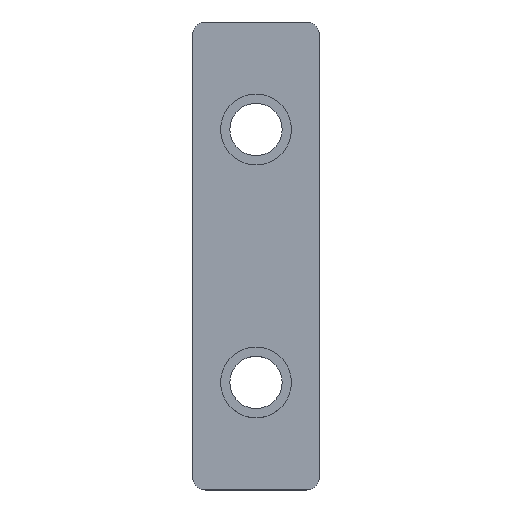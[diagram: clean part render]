
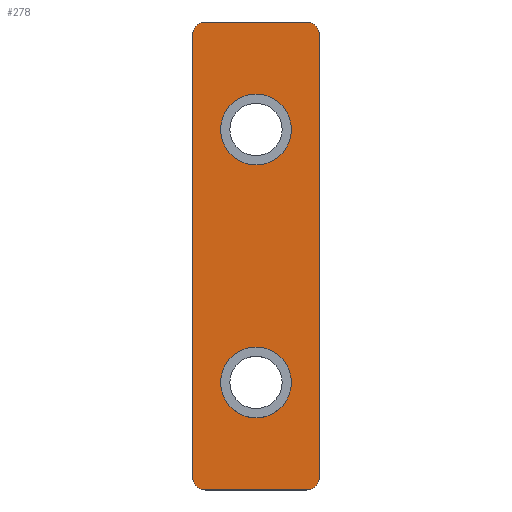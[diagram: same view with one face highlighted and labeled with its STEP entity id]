
A CAD part, top view. The second image highlights one B-rep face of the part: STEP entity #278.
In plain terms, the highlighted planar face has unit normal (0, 0, 1).
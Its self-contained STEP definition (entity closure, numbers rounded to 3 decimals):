
#19=FACE_BOUND('',#65,.T.);
#20=FACE_BOUND('',#66,.T.);
#28=PLANE('',#333);
#44=FACE_OUTER_BOUND('',#64,.T.);
#64=EDGE_LOOP('',(#245,#246,#247,#248,#249,#250,#251,#252));
#65=EDGE_LOOP('',(#253));
#66=EDGE_LOOP('',(#254));
#71=LINE('',#435,#91);
#77=LINE('',#459,#97);
#80=LINE('',#467,#100);
#86=LINE('',#495,#106);
#91=VECTOR('',#348,10.);
#97=VECTOR('',#372,10.);
#100=VECTOR('',#381,10.);
#106=VECTOR('',#417,10.);
#107=CIRCLE('',#303,1.);
#114=CIRCLE('',#313,1.);
#115=CIRCLE('',#316,1.);
#116=CIRCLE('',#319,1.);
#120=CIRCLE('',#326,2.8);
#122=CIRCLE('',#330,2.8);
#123=VERTEX_POINT('',#422);
#124=VERTEX_POINT('',#423);
#128=VERTEX_POINT('',#433);
#136=VERTEX_POINT('',#453);
#137=VERTEX_POINT('',#457);
#138=VERTEX_POINT('',#461);
#139=VERTEX_POINT('',#465);
#140=VERTEX_POINT('',#469);
#144=VERTEX_POINT('',#483);
#146=VERTEX_POINT('',#490);
#147=EDGE_CURVE('',#123,#124,#107,.T.);
#153=EDGE_CURVE('',#123,#128,#71,.T.);
#162=EDGE_CURVE('',#136,#128,#114,.T.);
#165=EDGE_CURVE('',#136,#137,#77,.T.);
#166=EDGE_CURVE('',#138,#137,#115,.T.);
#169=EDGE_CURVE('',#138,#139,#80,.T.);
#170=EDGE_CURVE('',#140,#139,#116,.T.);
#178=EDGE_CURVE('',#144,#144,#120,.T.);
#181=EDGE_CURVE('',#146,#146,#122,.T.);
#182=EDGE_CURVE('',#140,#124,#86,.T.);
#245=ORIENTED_EDGE('',*,*,#147,.F.);
#246=ORIENTED_EDGE('',*,*,#153,.T.);
#247=ORIENTED_EDGE('',*,*,#162,.F.);
#248=ORIENTED_EDGE('',*,*,#165,.T.);
#249=ORIENTED_EDGE('',*,*,#166,.F.);
#250=ORIENTED_EDGE('',*,*,#169,.T.);
#251=ORIENTED_EDGE('',*,*,#170,.F.);
#252=ORIENTED_EDGE('',*,*,#182,.T.);
#253=ORIENTED_EDGE('',*,*,#178,.T.);
#254=ORIENTED_EDGE('',*,*,#181,.T.);
#278=ADVANCED_FACE('',(#44,#19,#20),#28,.T.);
#303=AXIS2_PLACEMENT_3D('',#424,#338,#339);
#313=AXIS2_PLACEMENT_3D('',#454,#366,#367);
#316=AXIS2_PLACEMENT_3D('',#462,#375,#376);
#319=AXIS2_PLACEMENT_3D('',#470,#384,#385);
#326=AXIS2_PLACEMENT_3D('',#485,#402,#403);
#330=AXIS2_PLACEMENT_3D('',#492,#411,#412);
#333=AXIS2_PLACEMENT_3D('',#496,#418,#419);
#338=DIRECTION('center_axis',(0.,0.,-1.));
#339=DIRECTION('ref_axis',(0.707,0.707,0.));
#348=DIRECTION('',(-1.,0.,0.));
#366=DIRECTION('center_axis',(0.,0.,-1.));
#367=DIRECTION('ref_axis',(-0.707,0.707,0.));
#372=DIRECTION('',(0.,-1.,0.));
#375=DIRECTION('center_axis',(0.,0.,-1.));
#376=DIRECTION('ref_axis',(-0.707,-0.707,0.));
#381=DIRECTION('',(1.,0.,0.));
#384=DIRECTION('center_axis',(0.,0.,-1.));
#385=DIRECTION('ref_axis',(0.707,-0.707,0.));
#402=DIRECTION('center_axis',(0.,0.,-1.));
#403=DIRECTION('ref_axis',(1.,0.,0.));
#411=DIRECTION('center_axis',(0.,0.,-1.));
#412=DIRECTION('ref_axis',(1.,0.,0.));
#417=DIRECTION('',(0.,1.,0.));
#418=DIRECTION('center_axis',(0.,0.,1.));
#419=DIRECTION('ref_axis',(1.,0.,0.));
#422=CARTESIAN_POINT('',(4.,18.5,1.6));
#423=CARTESIAN_POINT('',(5.,17.5,1.6));
#424=CARTESIAN_POINT('Origin',(4.,17.5,1.6));
#433=CARTESIAN_POINT('',(-4.,18.5,1.6));
#435=CARTESIAN_POINT('',(5.,18.5,1.6));
#453=CARTESIAN_POINT('',(-5.,17.5,1.6));
#454=CARTESIAN_POINT('Origin',(-4.,17.5,1.6));
#457=CARTESIAN_POINT('',(-5.,-17.5,1.6));
#459=CARTESIAN_POINT('',(-5.,18.5,1.6));
#461=CARTESIAN_POINT('',(-4.,-18.5,1.6));
#462=CARTESIAN_POINT('Origin',(-4.,-17.5,1.6));
#465=CARTESIAN_POINT('',(4.,-18.5,1.6));
#467=CARTESIAN_POINT('',(-5.,-18.5,1.6));
#469=CARTESIAN_POINT('',(5.,-17.5,1.6));
#470=CARTESIAN_POINT('Origin',(4.,-17.5,1.6));
#483=CARTESIAN_POINT('',(-2.8,10.,1.6));
#485=CARTESIAN_POINT('Origin',(0.,10.,1.6));
#490=CARTESIAN_POINT('',(-2.8,-10.,1.6));
#492=CARTESIAN_POINT('Origin',(0.,-10.,1.6));
#495=CARTESIAN_POINT('',(5.,-18.5,1.6));
#496=CARTESIAN_POINT('Origin',(0.,0.,1.6));
